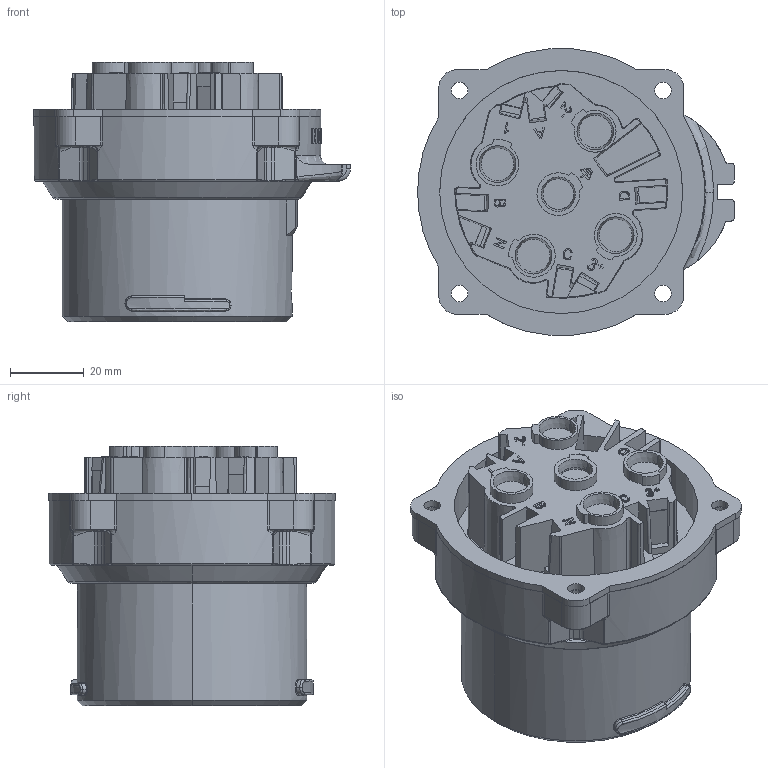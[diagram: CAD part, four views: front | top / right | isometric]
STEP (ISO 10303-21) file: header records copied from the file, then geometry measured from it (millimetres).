
FILE_DESCRIPTION (( 'STEP AP214' ), '1' );
FILE_NAME ('ORC6805-60B043.STEP', '2025-09-24T12:06:34', ( '' ), ( '' ), 'SwSTEP 2.0', 'SolidWorks 2024', '' );
FILE_SCHEMA (( 'AUTOMOTIVE_DESIGN' ));
Length unit declared in the file: inch
Products named in the file (1): ORC6805-60B043
Bounding box: 86.02 x 77.76 x 70.52 mm (x, y, z)
Volume: 137587.8 mm3; surface area: 42231.8 mm2
Topology: 5 solids, 9 shells, 1341 faces, 3400 edges, 2167 vertices
Faces by surface type: plane 643, bspline 289, cylinder 256, torus 80, cone 56, sphere 17
Entity records: 57964 total; most frequent: CARTESIAN_POINT 28708, ORIENTED_EDGE 6764, DIRECTION 4897, EDGE_CURVE 3382, VERTEX_POINT 2165, AXIS2_PLACEMENT_3D 1776, EDGE_LOOP 1467, VECTOR 1345
